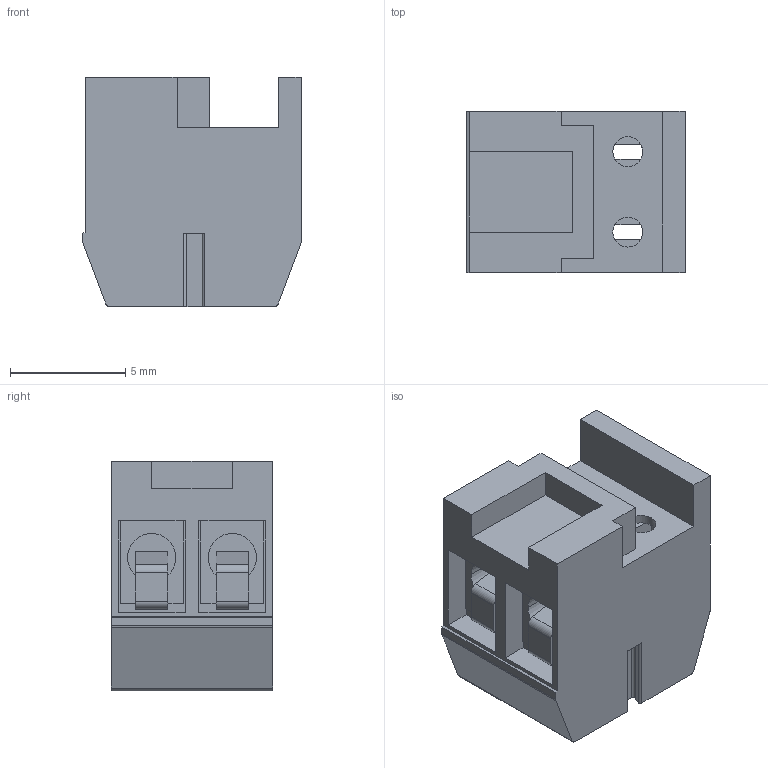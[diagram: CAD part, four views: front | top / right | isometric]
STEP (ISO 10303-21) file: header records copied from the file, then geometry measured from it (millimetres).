
FILE_DESCRIPTION((''),'2;1');
FILE_NAME('0','2024-11-15T14:25:01',('sheji'),(''),'CREO PARAMETRIC BY PTC INC, 2018100','CREO PARAMETRIC BY PTC INC, 2018100','');
FILE_SCHEMA(('CONFIG_CONTROL_DESIGN'));
Length unit declared in the file: millimetre
Products named in the file (1): 0
Bounding box: 9.5 x 7 x 10 mm (x, y, z)
Volume: 471.7 mm3; surface area: 702.7 mm2
Topology: 1 solids, 1 shells, 156 faces, 408 edges, 258 vertices
Faces by surface type: plane 96, cylinder 40, cone 8, bspline 6, extrusion 6
Entity records: 5056 total; most frequent: CARTESIAN_POINT 1162, ORIENTED_EDGE 816, DIRECTION 772, EDGE_CURVE 408, VECTOR 292, LINE 286, VERTEX_POINT 258, AXIS2_PLACEMENT_3D 240
